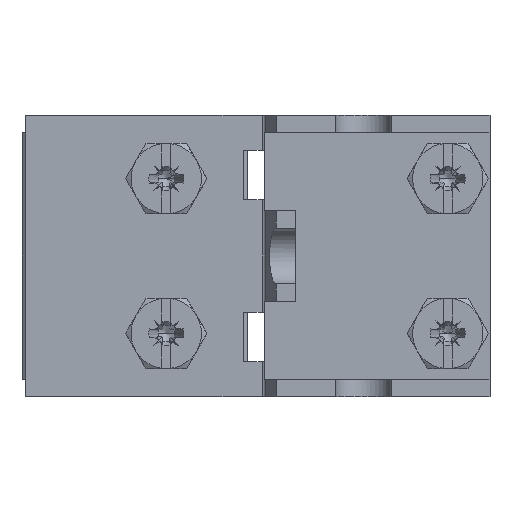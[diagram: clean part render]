
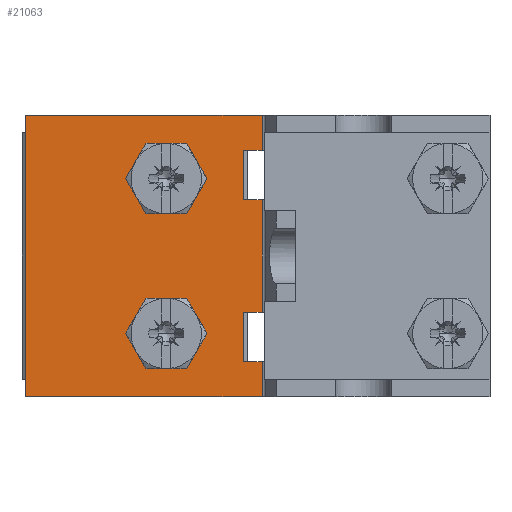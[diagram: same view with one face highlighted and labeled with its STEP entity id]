
A CAD part, front view. The second image highlights one B-rep face of the part: STEP entity #21063.
In plain terms, the highlighted planar face has unit normal (0, -1, 0).
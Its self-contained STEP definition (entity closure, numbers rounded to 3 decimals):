
#33 = CARTESIAN_POINT ( 'NONE',  ( -14., 13.5, -28.5 ) ) ;
#125 = VECTOR ( 'NONE', #15961, 1000. ) ;
#202 = EDGE_CURVE ( 'NONE', #8643, #4469, #5650, .T. ) ;
#426 = VERTEX_POINT ( 'NONE', #8456 ) ;
#618 = CARTESIAN_POINT ( 'NONE',  ( -3., 13.5, -2.5 ) ) ;
#712 = ORIENTED_EDGE ( 'NONE', *, *, #4801, .T. ) ;
#910 = LINE ( 'NONE', #19860, #14409 ) ;
#1125 = VERTEX_POINT ( 'NONE', #11901 ) ;
#1512 = ORIENTED_EDGE ( 'NONE', *, *, #8278, .F. ) ;
#1609 = DIRECTION ( 'NONE',  ( -1., 0., 0. ) ) ;
#1649 = ORIENTED_EDGE ( 'NONE', *, *, #9959, .F. ) ;
#1662 = FACE_OUTER_BOUND ( 'NONE', #20352, .T. ) ;
#2306 = CARTESIAN_POINT ( 'NONE',  ( -0.384, 13.5, -17.5 ) ) ;
#2329 = ORIENTED_EDGE ( 'NONE', *, *, #15714, .F. ) ;
#2466 = CARTESIAN_POINT ( 'NONE',  ( -34., 13.5, 2.5 ) ) ;
#2560 = VERTEX_POINT ( 'NONE', #7846 ) ;
#2924 = VECTOR ( 'NONE', #10071, 1000. ) ;
#3469 = ORIENTED_EDGE ( 'NONE', *, *, #20120, .T. ) ;
#3859 = ORIENTED_EDGE ( 'NONE', *, *, #18772, .F. ) ;
#3909 = CARTESIAN_POINT ( 'NONE',  ( -10.5, 13.5, -28.5 ) ) ;
#3947 = DIRECTION ( 'NONE',  ( 1., 0., 0. ) ) ;
#4222 = VECTOR ( 'NONE', #14829, 1000. ) ;
#4469 = VERTEX_POINT ( 'NONE', #19979 ) ;
#4515 = ORIENTED_EDGE ( 'NONE', *, *, #18970, .F. ) ;
#4519 = ORIENTED_EDGE ( 'NONE', *, *, #8108, .F. ) ;
#4584 = ORIENTED_EDGE ( 'NONE', *, *, #17001, .T. ) ;
#4801 = EDGE_CURVE ( 'NONE', #1125, #13837, #18029, .T. ) ;
#5020 = VERTEX_POINT ( 'NONE', #618 ) ;
#5412 = AXIS2_PLACEMENT_3D ( 'NONE', #6826, #15329, #13740 ) ;
#5650 = LINE ( 'NONE', #7227, #13496 ) ;
#5709 = LINE ( 'NONE', #16123, #9611 ) ;
#6244 = EDGE_LOOP ( 'NONE', ( #19178, #9893 ) ) ;
#6263 = DIRECTION ( 'NONE',  ( 0., 1., 0. ) ) ;
#6291 = CARTESIAN_POINT ( 'NONE',  ( -17.5, 13.5, -6.5 ) ) ;
#6301 = EDGE_CURVE ( 'NONE', #426, #5020, #17348, .T. ) ;
#6408 = VERTEX_POINT ( 'NONE', #3909 ) ;
#6578 = VECTOR ( 'NONE', #14276, 1000. ) ;
#6826 = CARTESIAN_POINT ( 'NONE',  ( -34., 13.5, -17.5 ) ) ;
#6937 = PLANE ( 'NONE',  #5412 ) ;
#6988 = DIRECTION ( 'NONE',  ( 0., 1., 0. ) ) ;
#7227 = CARTESIAN_POINT ( 'NONE',  ( -34., 13.5, -17.5 ) ) ;
#7252 = VERTEX_POINT ( 'NONE', #11903 ) ;
#7625 = LINE ( 'NONE', #14546, #13728 ) ;
#7755 = DIRECTION ( 'NONE',  ( 0., 0., -1. ) ) ;
#7846 = CARTESIAN_POINT ( 'NONE',  ( -0.384, 13.5, 2.5 ) ) ;
#8108 = EDGE_CURVE ( 'NONE', #13305, #20747, #19241, .T. ) ;
#8251 = LINE ( 'NONE', #9852, #2924 ) ;
#8256 = VERTEX_POINT ( 'NONE', #16039 ) ;
#8278 = EDGE_CURVE ( 'NONE', #7252, #21922, #21554, .T. ) ;
#8456 = CARTESIAN_POINT ( 'NONE',  ( -0.384, 13.5, -2.5 ) ) ;
#8529 = FACE_BOUND ( 'NONE', #13658, .T. ) ;
#8536 = ORIENTED_EDGE ( 'NONE', *, *, #6301, .F. ) ;
#8643 = VERTEX_POINT ( 'NONE', #2466 ) ;
#8722 = DIRECTION ( 'NONE',  ( 0., 1., 0. ) ) ;
#8993 = CARTESIAN_POINT ( 'NONE',  ( -14., 13.5, -6.5 ) ) ;
#9077 = AXIS2_PLACEMENT_3D ( 'NONE', #33, #6988, #1609 ) ;
#9326 = DIRECTION ( 'NONE',  ( -1., 0., 0. ) ) ;
#9611 = VECTOR ( 'NONE', #11149, 1000. ) ;
#9852 = CARTESIAN_POINT ( 'NONE',  ( -0.384, 13.5, -17.5 ) ) ;
#9893 = ORIENTED_EDGE ( 'NONE', *, *, #11008, .T. ) ;
#9959 = EDGE_CURVE ( 'NONE', #21922, #19493, #15849, .T. ) ;
#10008 = AXIS2_PLACEMENT_3D ( 'NONE', #10215, #8722, #10434 ) ;
#10037 = EDGE_CURVE ( 'NONE', #6408, #8256, #11981, .T. ) ;
#10071 = DIRECTION ( 'NONE',  ( 0., 0., -1. ) ) ;
#10108 = AXIS2_PLACEMENT_3D ( 'NONE', #8993, #12970, #9326 ) ;
#10112 = ORIENTED_EDGE ( 'NONE', *, *, #19657, .F. ) ;
#10215 = CARTESIAN_POINT ( 'NONE',  ( -14., 13.5, -28.5 ) ) ;
#10299 = LINE ( 'NONE', #17189, #18697 ) ;
#10434 = DIRECTION ( 'NONE',  ( -1., 0., 0. ) ) ;
#10777 = CARTESIAN_POINT ( 'NONE',  ( 17.604, 13.5, -32.5 ) ) ;
#11008 = EDGE_CURVE ( 'NONE', #8256, #6408, #20460, .T. ) ;
#11149 = DIRECTION ( 'NONE',  ( 0., 0., -1. ) ) ;
#11151 = EDGE_CURVE ( 'NONE', #5020, #7252, #17426, .T. ) ;
#11283 = VECTOR ( 'NONE', #3947, 1000. ) ;
#11708 = ORIENTED_EDGE ( 'NONE', *, *, #13677, .F. ) ;
#11901 = CARTESIAN_POINT ( 'NONE',  ( -10.5, 13.5, -6.5 ) ) ;
#11903 = CARTESIAN_POINT ( 'NONE',  ( -3., 13.5, -9.5 ) ) ;
#11981 = CIRCLE ( 'NONE', #9077, 3.5 ) ;
#12190 = CARTESIAN_POINT ( 'NONE',  ( -3., 13.5, -25.5 ) ) ;
#12656 = CARTESIAN_POINT ( 'NONE',  ( 17.604, 13.5, -9.5 ) ) ;
#12839 = DIRECTION ( 'NONE',  ( -1., 0., 0. ) ) ;
#12970 = DIRECTION ( 'NONE',  ( 0., 1., 0. ) ) ;
#13305 = VERTEX_POINT ( 'NONE', #20989 ) ;
#13496 = VECTOR ( 'NONE', #19219, 1000. ) ;
#13539 = DIRECTION ( 'NONE',  ( -1., 0., 0. ) ) ;
#13634 = FACE_BOUND ( 'NONE', #6244, .T. ) ;
#13658 = EDGE_LOOP ( 'NONE', ( #712, #4584 ) ) ;
#13677 = EDGE_CURVE ( 'NONE', #19493, #14578, #10299, .T. ) ;
#13728 = VECTOR ( 'NONE', #21640, 1000. ) ;
#13740 = DIRECTION ( 'NONE',  ( 0., 0., -1. ) ) ;
#13837 = VERTEX_POINT ( 'NONE', #6291 ) ;
#14149 = LINE ( 'NONE', #16067, #21156 ) ;
#14276 = DIRECTION ( 'NONE',  ( 1., 0., 0. ) ) ;
#14409 = VECTOR ( 'NONE', #7755, 1000. ) ;
#14546 = CARTESIAN_POINT ( 'NONE',  ( 17.604, 13.5, 2.5 ) ) ;
#14578 = VERTEX_POINT ( 'NONE', #12190 ) ;
#14829 = DIRECTION ( 'NONE',  ( 0., 0., -1. ) ) ;
#15329 = DIRECTION ( 'NONE',  ( 0., -1., 0. ) ) ;
#15491 = DIRECTION ( 'NONE',  ( -1., 0., 0. ) ) ;
#15714 = EDGE_CURVE ( 'NONE', #14578, #13305, #910, .T. ) ;
#15779 = CIRCLE ( 'NONE', #19692, 3.5 ) ;
#15849 = LINE ( 'NONE', #2306, #125 ) ;
#15961 = DIRECTION ( 'NONE',  ( 0., 0., -1. ) ) ;
#16039 = CARTESIAN_POINT ( 'NONE',  ( -17.5, 13.5, -28.5 ) ) ;
#16067 = CARTESIAN_POINT ( 'NONE',  ( 17.604, 13.5, -37.5 ) ) ;
#16123 = CARTESIAN_POINT ( 'NONE',  ( -0.384, 13.5, -17.5 ) ) ;
#17001 = EDGE_CURVE ( 'NONE', #13837, #1125, #15779, .T. ) ;
#17189 = CARTESIAN_POINT ( 'NONE',  ( 17.604, 13.5, -25.5 ) ) ;
#17242 = CARTESIAN_POINT ( 'NONE',  ( 17.604, 13.5, -2.5 ) ) ;
#17348 = LINE ( 'NONE', #17242, #21642 ) ;
#17426 = LINE ( 'NONE', #20920, #4222 ) ;
#17478 = CARTESIAN_POINT ( 'NONE',  ( -0.384, 13.5, -32.5 ) ) ;
#17479 = ORIENTED_EDGE ( 'NONE', *, *, #202, .T. ) ;
#17544 = CARTESIAN_POINT ( 'NONE',  ( -0.384, 13.5, -37.5 ) ) ;
#17980 = CARTESIAN_POINT ( 'NONE',  ( -0.384, 13.5, -25.5 ) ) ;
#18029 = CIRCLE ( 'NONE', #10108, 3.5 ) ;
#18483 = CARTESIAN_POINT ( 'NONE',  ( -14., 13.5, -6.5 ) ) ;
#18697 = VECTOR ( 'NONE', #15491, 1000. ) ;
#18772 = EDGE_CURVE ( 'NONE', #21353, #4469, #14149, .T. ) ;
#18970 = EDGE_CURVE ( 'NONE', #20747, #21353, #5709, .T. ) ;
#19178 = ORIENTED_EDGE ( 'NONE', *, *, #10037, .T. ) ;
#19219 = DIRECTION ( 'NONE',  ( 0., 0., -1. ) ) ;
#19241 = LINE ( 'NONE', #10777, #6578 ) ;
#19493 = VERTEX_POINT ( 'NONE', #17980 ) ;
#19657 = EDGE_CURVE ( 'NONE', #2560, #426, #8251, .T. ) ;
#19692 = AXIS2_PLACEMENT_3D ( 'NONE', #18483, #6263, #12839 ) ;
#19788 = ORIENTED_EDGE ( 'NONE', *, *, #11151, .F. ) ;
#19860 = CARTESIAN_POINT ( 'NONE',  ( -3., 13.5, -17.5 ) ) ;
#19979 = CARTESIAN_POINT ( 'NONE',  ( -34., 13.5, -37.5 ) ) ;
#20120 = EDGE_CURVE ( 'NONE', #2560, #8643, #7625, .T. ) ;
#20352 = EDGE_LOOP ( 'NONE', ( #17479, #3859, #4515, #4519, #2329, #11708, #1649, #1512, #19788, #8536, #10112, #3469 ) ) ;
#20410 = CARTESIAN_POINT ( 'NONE',  ( -0.384, 13.5, -9.5 ) ) ;
#20460 = CIRCLE ( 'NONE', #10008, 3.5 ) ;
#20747 = VERTEX_POINT ( 'NONE', #17478 ) ;
#20920 = CARTESIAN_POINT ( 'NONE',  ( -3., 13.5, -17.5 ) ) ;
#20989 = CARTESIAN_POINT ( 'NONE',  ( -3., 13.5, -32.5 ) ) ;
#21030 = DIRECTION ( 'NONE',  ( -1., 0., 0. ) ) ;
#21063 = ADVANCED_FACE ( 'NONE', ( #1662, #13634, #8529 ), #6937, .T. ) ;
#21156 = VECTOR ( 'NONE', #21030, 1000. ) ;
#21353 = VERTEX_POINT ( 'NONE', #17544 ) ;
#21554 = LINE ( 'NONE', #12656, #11283 ) ;
#21640 = DIRECTION ( 'NONE',  ( -1., 0., 0. ) ) ;
#21642 = VECTOR ( 'NONE', #13539, 1000. ) ;
#21922 = VERTEX_POINT ( 'NONE', #20410 ) ;
